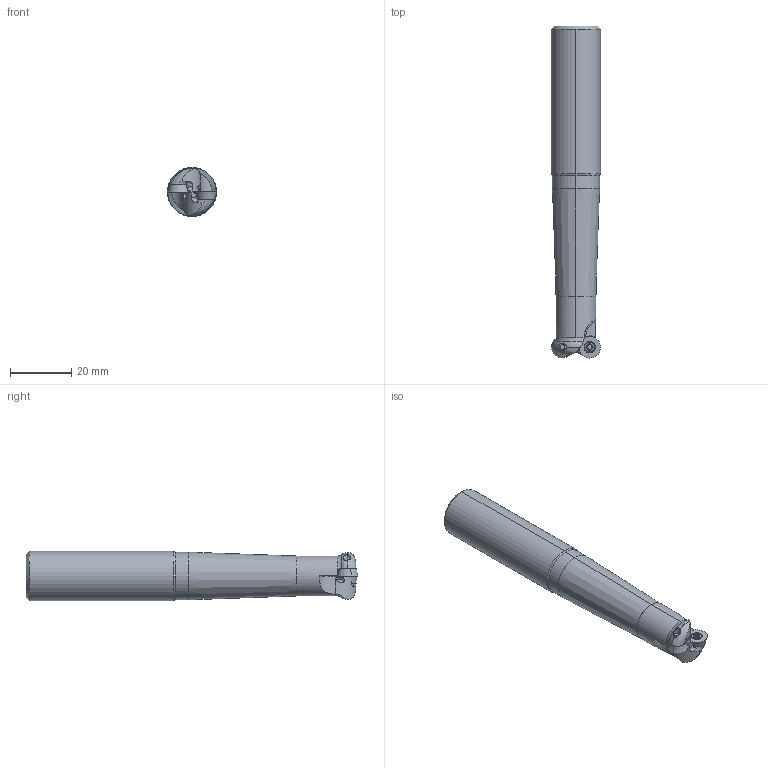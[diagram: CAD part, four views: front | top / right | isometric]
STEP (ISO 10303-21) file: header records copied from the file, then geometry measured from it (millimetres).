
FILE_DESCRIPTION (( 'STEP AP203' ), '1' );
FILE_NAME ('S806W 16 60 02.72.step', '2020-05-15T13:17:07', ( '' ), ( '' ), 'SwSTEP 2.0', 'SolidWorks 2020', '' );
FILE_SCHEMA (( 'CONFIG_CONTROL_DESIGN' ));
Length unit declared in the file: millimetre
Products named in the file (6): Imported_2; Imported_3; S806W 16 60 02.72; Imported; Imported_1; 1999-0203
Assembly tree (5 placements, depth 2):
  S806W 16 60 02.72
    Imported
    1999-0203
    Imported_1
    Imported_2
    Imported_3
Bounding box: 16 x 108 x 16 mm (x, y, z)
Volume: 17614.5 mm3; surface area: 6673.8 mm2
Topology: 5 solids, 5 shells, 194 faces, 502 edges, 315 vertices
Faces by surface type: cylinder 88, bspline 41, cone 41, plane 24
Entity records: 7682 total; most frequent: CARTESIAN_POINT 2485, ORIENTED_EDGE 1004, DIRECTION 955, EDGE_CURVE 502, AXIS2_PLACEMENT_3D 409, VERTEX_POINT 315, CIRCLE 248, EDGE_LOOP 203
